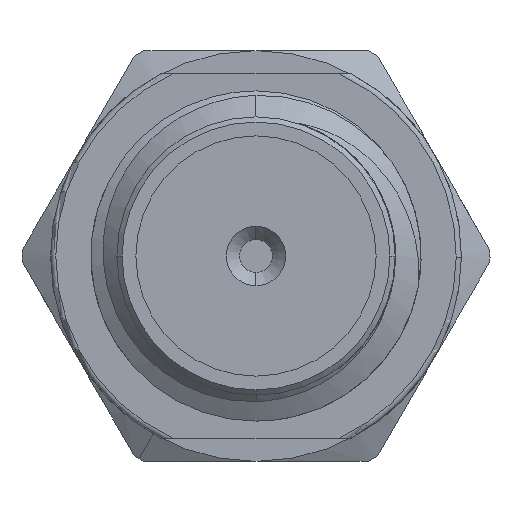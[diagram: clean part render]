
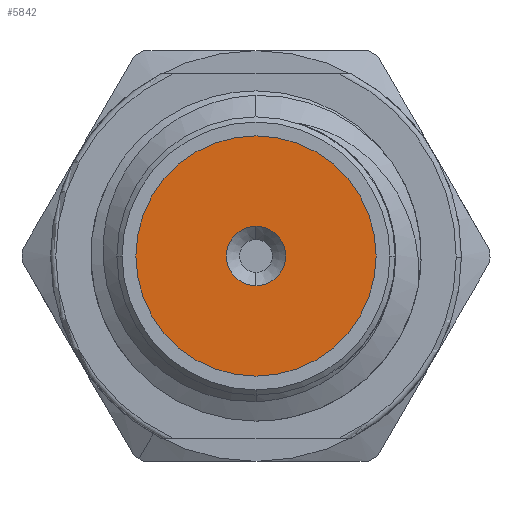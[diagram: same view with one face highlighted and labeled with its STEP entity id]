
A CAD part, left-side view. The second image highlights one B-rep face of the part: STEP entity #5842.
In plain terms, the highlighted planar face has unit normal (-1, 0, 0).
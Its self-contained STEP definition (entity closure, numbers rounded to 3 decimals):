
#201 = EDGE_CURVE ( 'NONE', #6033, #5037, #1222, .T. ) ;
#279 = CARTESIAN_POINT ( 'NONE',  ( 1.95, 2.31, 0. ) ) ;
#297 = DIRECTION ( 'NONE',  ( 0., 1., 0. ) ) ;
#513 = FACE_BOUND ( 'NONE', #6095, .T. ) ;
#532 = AXIS2_PLACEMENT_3D ( 'NONE', #1727, #6410, #3624 ) ;
#755 = DIRECTION ( 'NONE',  ( 1., 0., 0. ) ) ;
#1029 = DIRECTION ( 'NONE',  ( 1., 0., 0. ) ) ;
#1088 = AXIS2_PLACEMENT_3D ( 'NONE', #6080, #1029, #3782 ) ;
#1222 = CIRCLE ( 'NONE', #532, 0.572 ) ;
#1572 = CARTESIAN_POINT ( 'NONE',  ( 1.95, 0., 0. ) ) ;
#1605 = ORIENTED_EDGE ( 'NONE', *, *, #4223, .T. ) ;
#1727 = CARTESIAN_POINT ( 'NONE',  ( 1.95, 0., 0. ) ) ;
#1987 = CARTESIAN_POINT ( 'NONE',  ( 1.95, -2.31, 0. ) ) ;
#2279 = EDGE_CURVE ( 'NONE', #5037, #6033, #4147, .T. ) ;
#2328 = CARTESIAN_POINT ( 'NONE',  ( 1.95, 0., 0.572 ) ) ;
#2831 = AXIS2_PLACEMENT_3D ( 'NONE', #1572, #4401, #3372 ) ;
#3372 = DIRECTION ( 'NONE',  ( 0., 0., 1. ) ) ;
#3421 = CIRCLE ( 'NONE', #1088, 2.31 ) ;
#3495 = ORIENTED_EDGE ( 'NONE', *, *, #201, .T. ) ;
#3597 = VERTEX_POINT ( 'NONE', #279 ) ;
#3624 = DIRECTION ( 'NONE',  ( 0., 0., 1. ) ) ;
#3782 = DIRECTION ( 'NONE',  ( 0., 1., 0. ) ) ;
#3849 = PLANE ( 'NONE',  #2831 ) ;
#3883 = FACE_OUTER_BOUND ( 'NONE', #6382, .T. ) ;
#4147 = CIRCLE ( 'NONE', #5100, 0.572 ) ;
#4196 = CARTESIAN_POINT ( 'NONE',  ( 1.95, 0., 0. ) ) ;
#4223 = EDGE_CURVE ( 'NONE', #3597, #6782, #6203, .T. ) ;
#4401 = DIRECTION ( 'NONE',  ( -1., 0., 0. ) ) ;
#4481 = DIRECTION ( 'NONE',  ( -1., 0., 0. ) ) ;
#4855 = CARTESIAN_POINT ( 'NONE',  ( 1.95, 0., 0. ) ) ;
#4954 = ORIENTED_EDGE ( 'NONE', *, *, #6212, .F. ) ;
#5037 = VERTEX_POINT ( 'NONE', #5727 ) ;
#5100 = AXIS2_PLACEMENT_3D ( 'NONE', #4196, #755, #5806 ) ;
#5727 = CARTESIAN_POINT ( 'NONE',  ( 1.95, 0., -0.572 ) ) ;
#5806 = DIRECTION ( 'NONE',  ( 0., 0., 1. ) ) ;
#5842 = ADVANCED_FACE ( 'NONE', ( #513, #3883 ), #3849, .T. ) ;
#6033 = VERTEX_POINT ( 'NONE', #2328 ) ;
#6080 = CARTESIAN_POINT ( 'NONE',  ( 1.95, 0., 0. ) ) ;
#6095 = EDGE_LOOP ( 'NONE', ( #3495, #6300 ) ) ;
#6203 = CIRCLE ( 'NONE', #6796, 2.31 ) ;
#6212 = EDGE_CURVE ( 'NONE', #3597, #6782, #3421, .T. ) ;
#6300 = ORIENTED_EDGE ( 'NONE', *, *, #2279, .T. ) ;
#6382 = EDGE_LOOP ( 'NONE', ( #1605, #4954 ) ) ;
#6410 = DIRECTION ( 'NONE',  ( 1., 0., 0. ) ) ;
#6782 = VERTEX_POINT ( 'NONE', #1987 ) ;
#6796 = AXIS2_PLACEMENT_3D ( 'NONE', #4855, #4481, #297 ) ;
